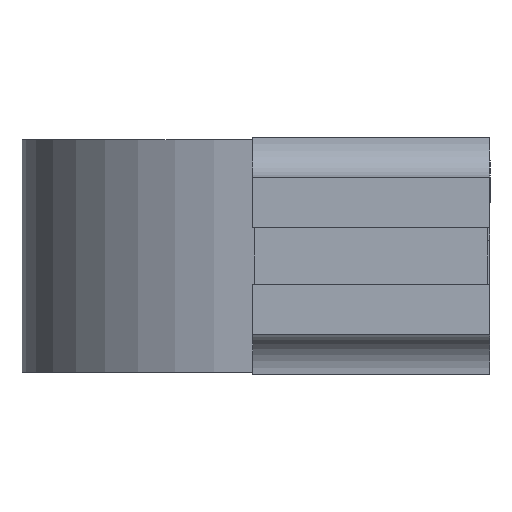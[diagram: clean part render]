
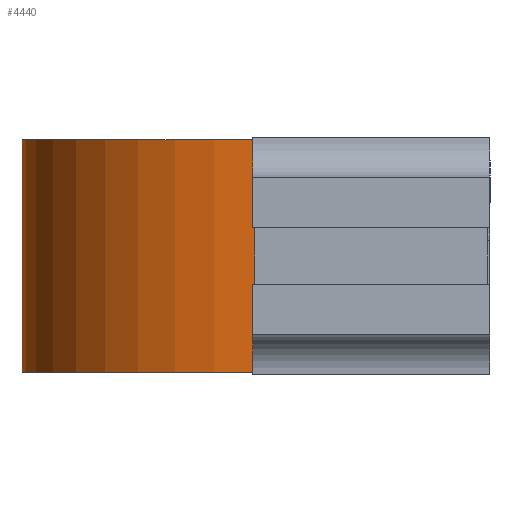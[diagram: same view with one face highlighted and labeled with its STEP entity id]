
A CAD part, left-side view. The second image highlights one B-rep face of the part: STEP entity #4440.
In plain terms, the highlighted cylindrical face has radius 1 mm (diameter 2 mm), a partial arc.
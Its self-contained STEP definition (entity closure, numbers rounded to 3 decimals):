
#179 = ORIENTED_EDGE ( 'NONE', *, *, #2390, .F. ) ;
#187 = AXIS2_PLACEMENT_3D ( 'NONE', #3376, #811, #4438 ) ;
#327 = EDGE_CURVE ( 'NONE', #4471, #2268, #2954, .T. ) ;
#338 = DIRECTION ( 'NONE',  ( 0., 0., 1. ) ) ;
#386 = DIRECTION ( 'NONE',  ( 1., 0., 0. ) ) ;
#460 = VERTEX_POINT ( 'NONE', #1321 ) ;
#648 = ORIENTED_EDGE ( 'NONE', *, *, #327, .T. ) ;
#658 = VERTEX_POINT ( 'NONE', #3216 ) ;
#781 = EDGE_CURVE ( 'NONE', #4471, #460, #2563, .T. ) ;
#791 = VECTOR ( 'NONE', #1552, 1000. ) ;
#811 = DIRECTION ( 'NONE',  ( 0., 0., -1. ) ) ;
#1026 = EDGE_CURVE ( 'NONE', #658, #2268, #4208, .T. ) ;
#1071 = AXIS2_PLACEMENT_3D ( 'NONE', #2086, #338, #4167 ) ;
#1321 = CARTESIAN_POINT ( 'NONE',  ( 0., 2., -0.5 ) ) ;
#1552 = DIRECTION ( 'NONE',  ( 0., 0., 1. ) ) ;
#1758 = CARTESIAN_POINT ( 'NONE',  ( 0., 1., 0. ) ) ;
#1817 = CARTESIAN_POINT ( 'NONE',  ( -1., 1., 0.5 ) ) ;
#1823 = CARTESIAN_POINT ( 'NONE',  ( -1., 1., -0.5 ) ) ;
#2086 = CARTESIAN_POINT ( 'NONE',  ( 0., 1., 0.5 ) ) ;
#2202 = EDGE_LOOP ( 'NONE', ( #648, #4548, #179, #4470 ) ) ;
#2268 = VERTEX_POINT ( 'NONE', #1817 ) ;
#2279 = DIRECTION ( 'NONE',  ( 0., 0., 1. ) ) ;
#2390 = EDGE_CURVE ( 'NONE', #460, #658, #2633, .T. ) ;
#2563 = CIRCLE ( 'NONE', #187, 1. ) ;
#2633 = LINE ( 'NONE', #4066, #4444 ) ;
#2954 = LINE ( 'NONE', #4419, #791 ) ;
#3216 = CARTESIAN_POINT ( 'NONE',  ( 0., 2., 0.5 ) ) ;
#3376 = CARTESIAN_POINT ( 'NONE',  ( 0., 1., -0.5 ) ) ;
#3575 = AXIS2_PLACEMENT_3D ( 'NONE', #1758, #3629, #386 ) ;
#3587 = CYLINDRICAL_SURFACE ( 'NONE', #3575, 1. ) ;
#3629 = DIRECTION ( 'NONE',  ( 0., 0., 1. ) ) ;
#3915 = FACE_OUTER_BOUND ( 'NONE', #2202, .T. ) ;
#4066 = CARTESIAN_POINT ( 'NONE',  ( 0., 2., 0. ) ) ;
#4167 = DIRECTION ( 'NONE',  ( 0., 1., 0. ) ) ;
#4208 = CIRCLE ( 'NONE', #1071, 1. ) ;
#4419 = CARTESIAN_POINT ( 'NONE',  ( -1., 1., 0.5 ) ) ;
#4438 = DIRECTION ( 'NONE',  ( 0., -1., 0. ) ) ;
#4440 = ADVANCED_FACE ( 'NONE', ( #3915 ), #3587, .T. ) ;
#4444 = VECTOR ( 'NONE', #2279, 1000. ) ;
#4470 = ORIENTED_EDGE ( 'NONE', *, *, #781, .F. ) ;
#4471 = VERTEX_POINT ( 'NONE', #1823 ) ;
#4548 = ORIENTED_EDGE ( 'NONE', *, *, #1026, .F. ) ;
